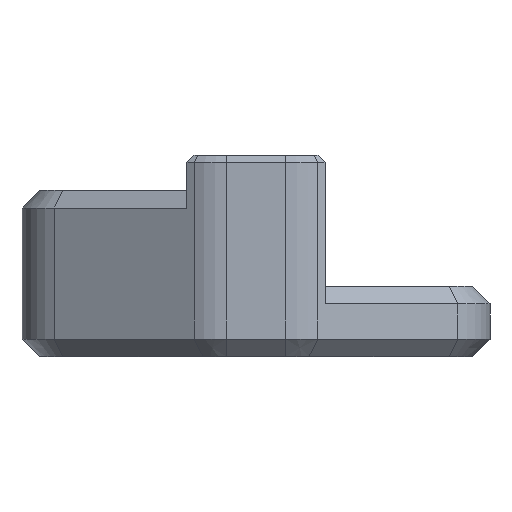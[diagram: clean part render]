
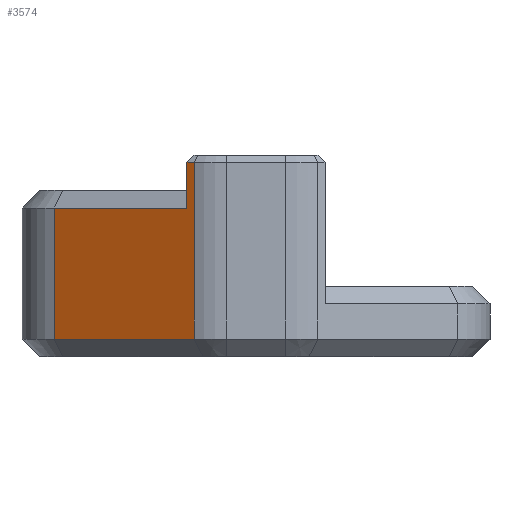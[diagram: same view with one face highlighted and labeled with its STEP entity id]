
A CAD part, left-side view. The second image highlights one B-rep face of the part: STEP entity #3574.
In plain terms, the highlighted planar face has unit normal (-0.866, 0.5, 0).
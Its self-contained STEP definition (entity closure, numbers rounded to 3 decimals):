
#320=FACE_OUTER_BOUND('',#537,.T.);
#537=EDGE_LOOP('',(#2875,#2876,#2877,#2878,#2879,#2880));
#822=LINE('',#5633,#1198);
#920=LINE('',#5904,#1296);
#921=LINE('',#5908,#1297);
#922=LINE('',#5910,#1298);
#923=LINE('',#5912,#1299);
#924=LINE('',#5913,#1300);
#1198=VECTOR('',#4441,1000.);
#1296=VECTOR('',#4691,1000.);
#1297=VECTOR('',#4696,1000.);
#1298=VECTOR('',#4697,1000.);
#1299=VECTOR('',#4698,1000.);
#1300=VECTOR('',#4699,1000.);
#1597=VERTEX_POINT('',#5627);
#1598=VERTEX_POINT('',#5631);
#1665=VERTEX_POINT('',#5903);
#1666=VERTEX_POINT('',#5907);
#1667=VERTEX_POINT('',#5909);
#1668=VERTEX_POINT('',#5911);
#1973=EDGE_CURVE('',#1598,#1597,#822,.T.);
#2100=EDGE_CURVE('',#1597,#1665,#920,.T.);
#2102=EDGE_CURVE('',#1598,#1666,#921,.T.);
#2103=EDGE_CURVE('',#1666,#1667,#922,.T.);
#2104=EDGE_CURVE('',#1667,#1668,#923,.T.);
#2105=EDGE_CURVE('',#1668,#1665,#924,.T.);
#2875=ORIENTED_EDGE('',*,*,#1973,.F.);
#2876=ORIENTED_EDGE('',*,*,#2102,.T.);
#2877=ORIENTED_EDGE('',*,*,#2103,.T.);
#2878=ORIENTED_EDGE('',*,*,#2104,.T.);
#2879=ORIENTED_EDGE('',*,*,#2105,.T.);
#2880=ORIENTED_EDGE('',*,*,#2100,.F.);
#3395=PLANE('',#3897);
#3574=ADVANCED_FACE('',(#320),#3395,.T.);
#3897=AXIS2_PLACEMENT_3D('',#5906,#4694,#4695);
#4441=DIRECTION('',(0.5,0.866,0.));
#4691=DIRECTION('',(0.,0.,1.));
#4694=DIRECTION('center_axis',(-0.866,0.5,0.));
#4695=DIRECTION('ref_axis',(-0.5,-0.866,0.));
#4696=DIRECTION('',(0.,0.,1.));
#4697=DIRECTION('',(0.5,0.866,0.));
#4698=DIRECTION('',(0.,0.,-1.));
#4699=DIRECTION('',(0.5,0.866,0.));
#5627=CARTESIAN_POINT('',(-12.175,8.625,0.75));
#5631=CARTESIAN_POINT('',(-15.632,2.638,0.75));
#5633=CARTESIAN_POINT('',(-15.632,2.638,0.75));
#5903=CARTESIAN_POINT('',(-12.175,8.625,6.35));
#5904=CARTESIAN_POINT('',(-12.175,8.625,3.55));
#5906=CARTESIAN_POINT('Origin',(-12.17,8.634,0.74));
#5907=CARTESIAN_POINT('',(-15.632,2.638,8.3));
#5908=CARTESIAN_POINT('',(-15.632,2.638,4.525));
#5909=CARTESIAN_POINT('',(-15.452,2.95,8.3));
#5910=CARTESIAN_POINT('',(-13.903,5.632,8.3));
#5911=CARTESIAN_POINT('',(-15.452,2.95,6.35));
#5912=CARTESIAN_POINT('',(-15.452,2.95,4.525));
#5913=CARTESIAN_POINT('',(-13.903,5.632,6.35));
